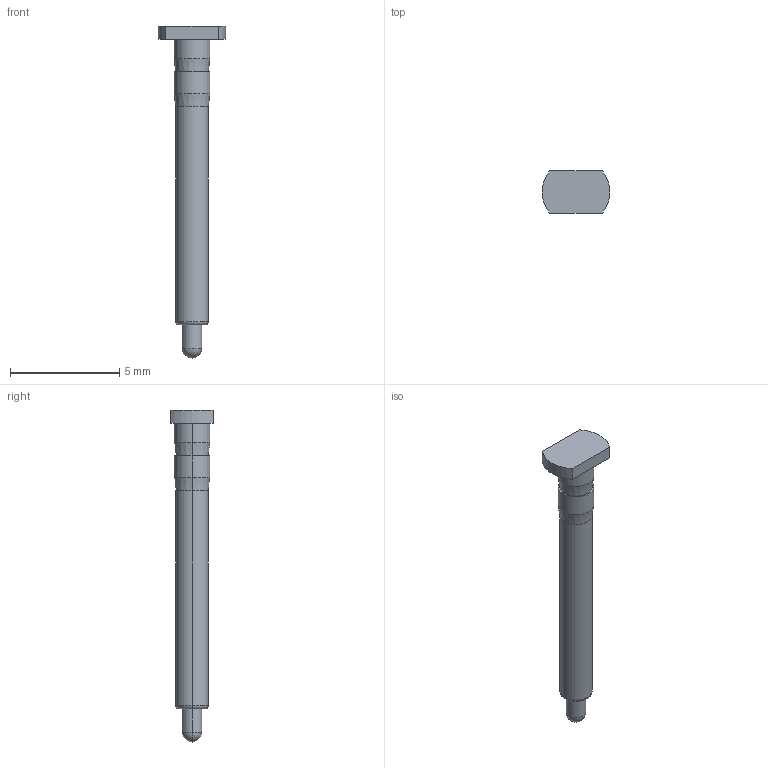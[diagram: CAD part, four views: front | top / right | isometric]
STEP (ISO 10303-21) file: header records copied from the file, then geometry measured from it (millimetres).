
FILE_DESCRIPTION (( 'STEP AP214' ), '1' );
FILE_NAME ('UEBK-12973_2017_08_28.STEP', '2017-08-28T11:34:37', ( '' ), ( '' ), 'SwSTEP 2.0', 'SolidWorks 2017', '' );
FILE_SCHEMA (( 'AUTOMOTIVE_DESIGN' ));
Length unit declared in the file: millimetre
Products named in the file (1): UEBK-12973_2017_08_28
Bounding box: 3.1 x 1.95 x 15.22 mm (x, y, z)
Volume: 28.2 mm3; surface area: 82.8 mm2
Topology: 1 solids, 1 shells, 25 faces, 55 edges, 33 vertices
Faces by surface type: cylinder 11, plane 6, cone 4, sphere 2, torus 2
Entity records: 697 total; most frequent: DIRECTION 133, CARTESIAN_POINT 108, ORIENTED_EDGE 102, AXIS2_PLACEMENT_3D 56, EDGE_CURVE 51, VERTEX_POINT 31, CIRCLE 30, EDGE_LOOP 28
